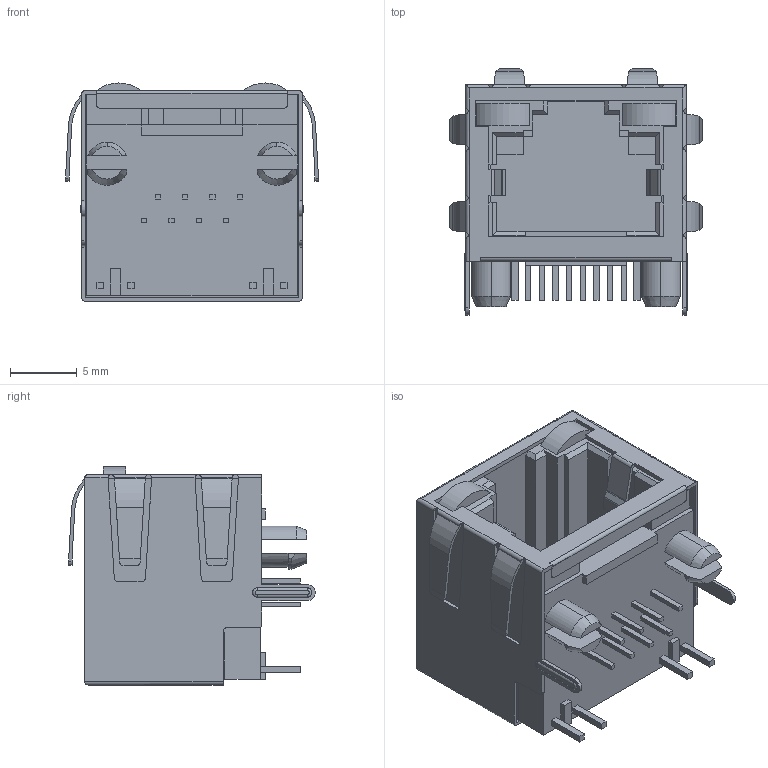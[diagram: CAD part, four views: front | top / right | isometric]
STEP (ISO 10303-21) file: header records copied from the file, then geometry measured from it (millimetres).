
FILE_DESCRIPTION (( 'STEP AP214' ), '1' );
FILE_NAME ('GWLX-S9-88-G-G_rA8.STEP', '2013-05-01T20:20:15', ( 'Daniel' ), ( 'Microsoft' ), 'SwSTEP 2.0', 'SolidWorks 2012', '' );
FILE_SCHEMA (( 'AUTOMOTIVE_DESIGN' ));
Length unit declared in the file: millimetre
Products named in the file (1): GWLX-S9-88-G-G_rA8
Bounding box: 18.9 x 18.45 x 16.32 mm (x, y, z)
Volume: 2138.5 mm3; surface area: 3629.7 mm2
Topology: 1 solids, 1 shells, 423 faces, 1145 edges, 732 vertices
Faces by surface type: plane 286, cylinder 123, cone 10, torus 4
Entity records: 16713 total; most frequent: CARTESIAN_POINT 2701, ORIENTED_EDGE 2290, DIRECTION 2049, EDGE_CURVE 1145, VECTOR 881, LINE 881, VERTEX_POINT 732, AXIS2_PLACEMENT_3D 584
